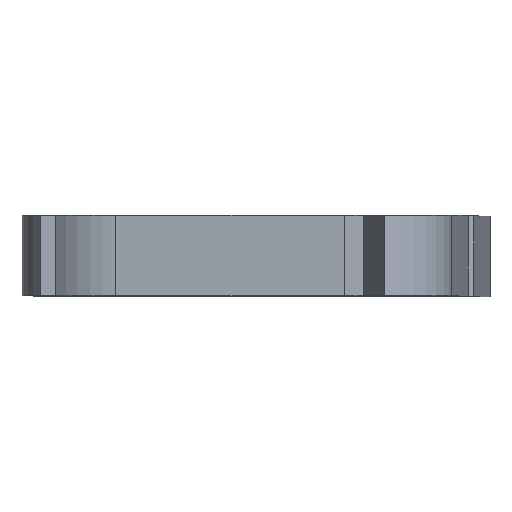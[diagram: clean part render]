
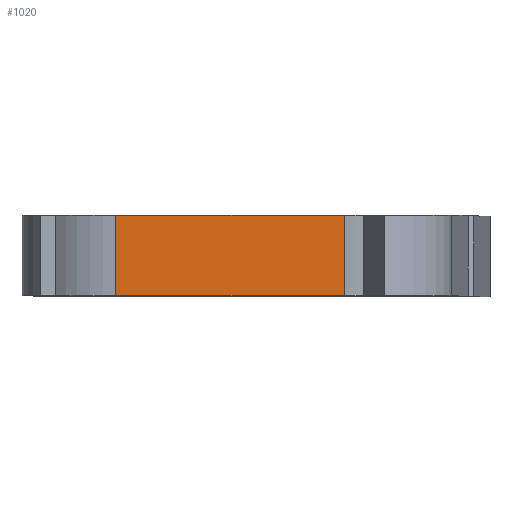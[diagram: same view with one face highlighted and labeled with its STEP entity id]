
A CAD part, top view. The second image highlights one B-rep face of the part: STEP entity #1020.
In plain terms, the highlighted planar face has unit normal (0, 0, 1).
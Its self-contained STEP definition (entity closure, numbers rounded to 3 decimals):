
#84 = DIRECTION ( 'NONE',  ( 0., 1., 0. ) ) ;
#127 = VERTEX_POINT ( 'NONE', #1174 ) ;
#203 = EDGE_CURVE ( 'NONE', #1021, #446, #1365, .T. ) ;
#213 = ORIENTED_EDGE ( 'NONE', *, *, #357, .T. ) ;
#251 = DIRECTION ( 'NONE',  ( 1., 0., 0. ) ) ;
#334 = DIRECTION ( 'NONE',  ( 0., 0., 1. ) ) ;
#341 = PLANE ( 'NONE',  #1192 ) ;
#357 = EDGE_CURVE ( 'NONE', #127, #446, #1104, .T. ) ;
#431 = VECTOR ( 'NONE', #251, 1000. ) ;
#446 = VERTEX_POINT ( 'NONE', #1261 ) ;
#470 = DIRECTION ( 'NONE',  ( 0., 1., 0. ) ) ;
#485 = ORIENTED_EDGE ( 'NONE', *, *, #203, .F. ) ;
#519 = VECTOR ( 'NONE', #470, 1000. ) ;
#598 = CARTESIAN_POINT ( 'NONE',  ( 0., -6., 31. ) ) ;
#629 = DIRECTION ( 'NONE',  ( 1., 0., 0. ) ) ;
#825 = DIRECTION ( 'NONE',  ( 1., 0., 0. ) ) ;
#915 = VERTEX_POINT ( 'NONE', #1525 ) ;
#937 = EDGE_LOOP ( 'NONE', ( #485, #961, #1375, #213 ) ) ;
#961 = ORIENTED_EDGE ( 'NONE', *, *, #1058, .F. ) ;
#966 = LINE ( 'NONE', #1117, #1143 ) ;
#991 = CARTESIAN_POINT ( 'NONE',  ( 6.578, -6., 31. ) ) ;
#1020 = ADVANCED_FACE ( 'NONE', ( #1483 ), #341, .T. ) ;
#1021 = VERTEX_POINT ( 'NONE', #1381 ) ;
#1058 = EDGE_CURVE ( 'NONE', #915, #1021, #966, .T. ) ;
#1066 = EDGE_CURVE ( 'NONE', #915, #127, #1235, .T. ) ;
#1104 = LINE ( 'NONE', #991, #519 ) ;
#1117 = CARTESIAN_POINT ( 'NONE',  ( -10.455, -6., 31. ) ) ;
#1143 = VECTOR ( 'NONE', #84, 1000. ) ;
#1174 = CARTESIAN_POINT ( 'NONE',  ( 6.578, -6., 31. ) ) ;
#1192 = AXIS2_PLACEMENT_3D ( 'NONE', #1465, #334, #629 ) ;
#1232 = CARTESIAN_POINT ( 'NONE',  ( 0., 0., 31. ) ) ;
#1235 = LINE ( 'NONE', #598, #431 ) ;
#1261 = CARTESIAN_POINT ( 'NONE',  ( 6.578, 0., 31. ) ) ;
#1365 = LINE ( 'NONE', #1232, #1571 ) ;
#1375 = ORIENTED_EDGE ( 'NONE', *, *, #1066, .T. ) ;
#1381 = CARTESIAN_POINT ( 'NONE',  ( -10.455, 0., 31. ) ) ;
#1465 = CARTESIAN_POINT ( 'NONE',  ( 0., -6., 31. ) ) ;
#1483 = FACE_OUTER_BOUND ( 'NONE', #937, .T. ) ;
#1525 = CARTESIAN_POINT ( 'NONE',  ( -10.455, -6., 31. ) ) ;
#1571 = VECTOR ( 'NONE', #825, 1000. ) ;
